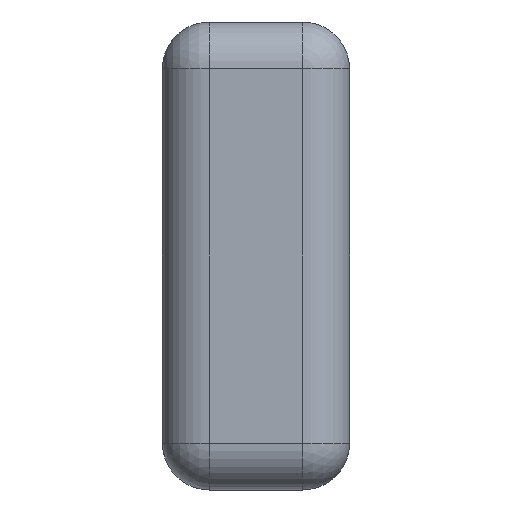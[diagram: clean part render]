
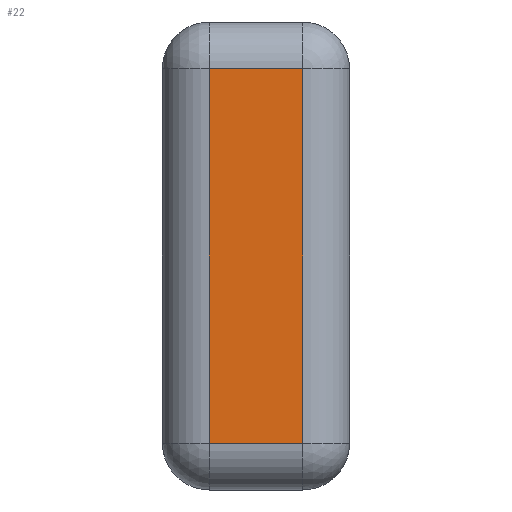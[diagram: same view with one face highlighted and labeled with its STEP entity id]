
A CAD part, left-side view. The second image highlights one B-rep face of the part: STEP entity #22.
In plain terms, the highlighted planar face has unit normal (-1, 0, 0).
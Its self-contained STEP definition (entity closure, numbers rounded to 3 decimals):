
#9 = LINE ( 'NONE', #775, #812 ) ;
#22 = ADVANCED_FACE ( 'NONE', ( #221 ), #614, .F. ) ;
#35 = LINE ( 'NONE', #113, #899 ) ;
#54 = ORIENTED_EDGE ( 'NONE', *, *, #311, .T. ) ;
#113 = CARTESIAN_POINT ( 'NONE',  ( -30., 1., -5. ) ) ;
#194 = LINE ( 'NONE', #497, #442 ) ;
#221 = FACE_OUTER_BOUND ( 'NONE', #678, .T. ) ;
#311 = EDGE_CURVE ( 'NONE', #415, #314, #650, .T. ) ;
#314 = VERTEX_POINT ( 'NONE', #658 ) ;
#360 = CARTESIAN_POINT ( 'NONE',  ( -30., 1., 4. ) ) ;
#374 = VECTOR ( 'NONE', #807, 1000. ) ;
#380 = DIRECTION ( 'NONE',  ( 0., 0., -1. ) ) ;
#415 = VERTEX_POINT ( 'NONE', #728 ) ;
#421 = VERTEX_POINT ( 'NONE', #360 ) ;
#442 = VECTOR ( 'NONE', #641, 1000. ) ;
#493 = DIRECTION ( 'NONE',  ( 0., 0., 1. ) ) ;
#497 = CARTESIAN_POINT ( 'NONE',  ( -30., 4., 4. ) ) ;
#533 = CARTESIAN_POINT ( 'NONE',  ( -30., 4., -5. ) ) ;
#605 = EDGE_CURVE ( 'NONE', #625, #421, #35, .T. ) ;
#614 = PLANE ( 'NONE',  #701 ) ;
#616 = ORIENTED_EDGE ( 'NONE', *, *, #824, .T. ) ;
#625 = VERTEX_POINT ( 'NONE', #789 ) ;
#629 = ORIENTED_EDGE ( 'NONE', *, *, #605, .T. ) ;
#641 = DIRECTION ( 'NONE',  ( 0., 1., 0. ) ) ;
#650 = LINE ( 'NONE', #664, #374 ) ;
#658 = CARTESIAN_POINT ( 'NONE',  ( -30., 3., -4. ) ) ;
#664 = CARTESIAN_POINT ( 'NONE',  ( -30., 3., -5. ) ) ;
#678 = EDGE_LOOP ( 'NONE', ( #54, #616, #629, #908 ) ) ;
#701 = AXIS2_PLACEMENT_3D ( 'NONE', #533, #922, #380 ) ;
#705 = EDGE_CURVE ( 'NONE', #421, #415, #194, .T. ) ;
#728 = CARTESIAN_POINT ( 'NONE',  ( -30., 3., 4. ) ) ;
#775 = CARTESIAN_POINT ( 'NONE',  ( -30., 4., -4. ) ) ;
#786 = DIRECTION ( 'NONE',  ( 0., -1., 0. ) ) ;
#789 = CARTESIAN_POINT ( 'NONE',  ( -30., 1., -4. ) ) ;
#807 = DIRECTION ( 'NONE',  ( 0., 0., -1. ) ) ;
#812 = VECTOR ( 'NONE', #786, 1000. ) ;
#824 = EDGE_CURVE ( 'NONE', #314, #625, #9, .T. ) ;
#899 = VECTOR ( 'NONE', #493, 1000. ) ;
#908 = ORIENTED_EDGE ( 'NONE', *, *, #705, .T. ) ;
#922 = DIRECTION ( 'NONE',  ( 1., 0., 0. ) ) ;
